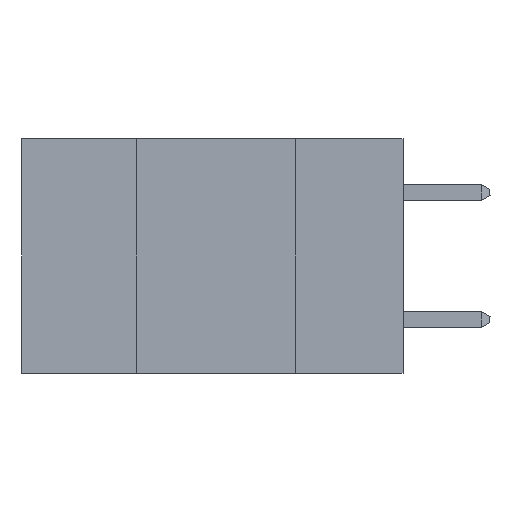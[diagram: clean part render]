
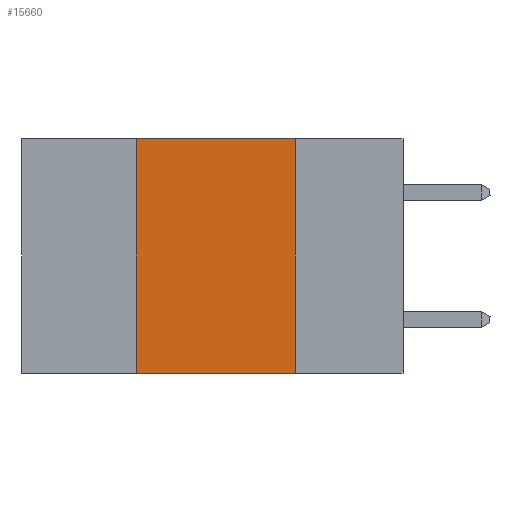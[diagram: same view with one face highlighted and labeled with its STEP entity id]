
A CAD part, left-side view. The second image highlights one B-rep face of the part: STEP entity #15660.
In plain terms, the highlighted planar face has unit normal (-1, 0, 0).
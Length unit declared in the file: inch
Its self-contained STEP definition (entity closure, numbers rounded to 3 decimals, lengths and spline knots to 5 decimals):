
#3590 = EDGE_CURVE ( 'NONE', #30248, #33850, #29905, .T. ) ;
#3637 = LINE ( 'NONE', #28581, #38835 ) ;
#4364 = LINE ( 'NONE', #40578, #15547 ) ;
#5133 = EDGE_CURVE ( 'NONE', #32235, #33850, #3637, .T. ) ;
#8146 = DIRECTION ( 'NONE',  ( 0., 0., -1. ) ) ;
#10672 = VECTOR ( 'NONE', #14653, 39.37008 ) ;
#12918 = ORIENTED_EDGE ( 'NONE', *, *, #5133, .F. ) ;
#13288 = CARTESIAN_POINT ( 'NONE',  ( 0., 0.6, 0. ) ) ;
#14653 = DIRECTION ( 'NONE',  ( 0., -1., 0. ) ) ;
#15547 = VECTOR ( 'NONE', #23575, 39.37008 ) ;
#15660 = ADVANCED_FACE ( 'NONE', ( #43227 ), #30620, .F. ) ;
#16268 = AXIS2_PLACEMENT_3D ( 'NONE', #13288, #20150, #40722 ) ;
#17727 = CARTESIAN_POINT ( 'NONE',  ( 0., 0.17, 0. ) ) ;
#18880 = CARTESIAN_POINT ( 'NONE',  ( 0., 0.42, 0. ) ) ;
#20150 = DIRECTION ( 'NONE',  ( 1., 0., 0. ) ) ;
#22171 = CARTESIAN_POINT ( 'NONE',  ( 0., 0.42, 0. ) ) ;
#23575 = DIRECTION ( 'NONE',  ( 0., -1., 0. ) ) ;
#25690 = CARTESIAN_POINT ( 'NONE',  ( 0., 0.42, -0.37 ) ) ;
#27815 = CARTESIAN_POINT ( 'NONE',  ( 0., 0.6, -0.37 ) ) ;
#28581 = CARTESIAN_POINT ( 'NONE',  ( 0., 0.17, 0. ) ) ;
#29905 = LINE ( 'NONE', #27815, #10672 ) ;
#30248 = VERTEX_POINT ( 'NONE', #25690 ) ;
#30620 = PLANE ( 'NONE',  #16268 ) ;
#31272 = CARTESIAN_POINT ( 'NONE',  ( 0., 0.17, -0.37 ) ) ;
#32235 = VERTEX_POINT ( 'NONE', #17727 ) ;
#33850 = VERTEX_POINT ( 'NONE', #31272 ) ;
#33988 = ORIENTED_EDGE ( 'NONE', *, *, #43884, .F. ) ;
#34124 = ORIENTED_EDGE ( 'NONE', *, *, #38388, .F. ) ;
#35203 = VECTOR ( 'NONE', #42725, 39.37008 ) ;
#36788 = LINE ( 'NONE', #22171, #35203 ) ;
#38388 = EDGE_CURVE ( 'NONE', #43837, #32235, #4364, .T. ) ;
#38835 = VECTOR ( 'NONE', #8146, 39.37008 ) ;
#40578 = CARTESIAN_POINT ( 'NONE',  ( 0., 0.6, 0. ) ) ;
#40722 = DIRECTION ( 'NONE',  ( 0., 0., -1. ) ) ;
#42725 = DIRECTION ( 'NONE',  ( 0., 0., 1. ) ) ;
#43227 = FACE_OUTER_BOUND ( 'NONE', #43773, .T. ) ;
#43773 = EDGE_LOOP ( 'NONE', ( #12918, #34124, #33988, #43929 ) ) ;
#43837 = VERTEX_POINT ( 'NONE', #18880 ) ;
#43884 = EDGE_CURVE ( 'NONE', #30248, #43837, #36788, .T. ) ;
#43929 = ORIENTED_EDGE ( 'NONE', *, *, #3590, .T. ) ;
